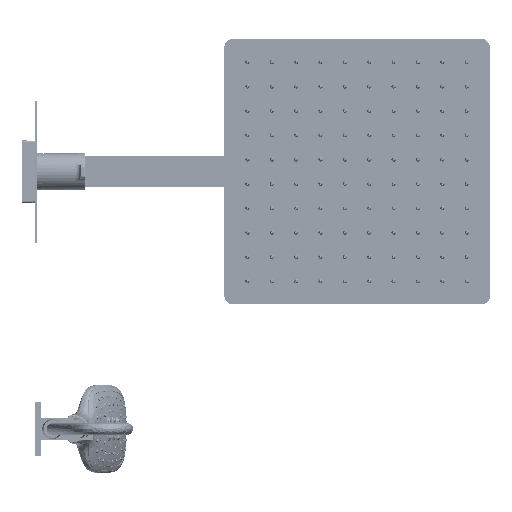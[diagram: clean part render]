
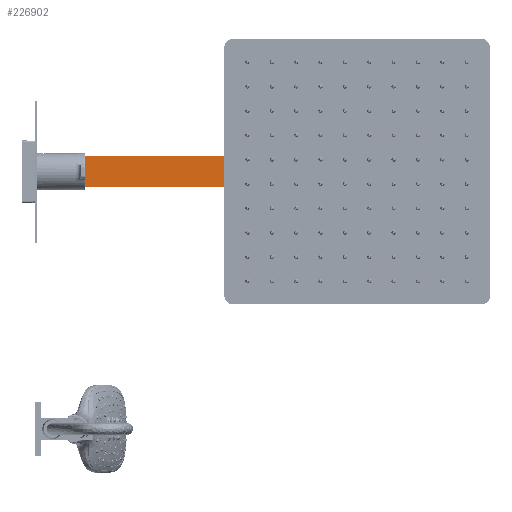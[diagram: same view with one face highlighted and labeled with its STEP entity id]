
A CAD part, front view. The second image highlights one B-rep face of the part: STEP entity #226902.
In plain terms, the highlighted planar face has unit normal (0, -1, 0).
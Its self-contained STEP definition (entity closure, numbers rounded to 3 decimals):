
#551 = ORIENTED_EDGE ( 'NONE', *, *, #269463, .T. ) ;
#32800 = VECTOR ( 'NONE', #306569, 1000. ) ;
#52069 = DIRECTION ( 'NONE',  ( -1., 0., 0. ) ) ;
#55813 = ORIENTED_EDGE ( 'NONE', *, *, #253588, .T. ) ;
#61482 = VECTOR ( 'NONE', #52069, 1000. ) ;
#71301 = CIRCLE ( 'NONE', #186581, 7.475 ) ;
#79011 = CARTESIAN_POINT ( 'NONE',  ( -6.8, 892.375, -17.625 ) ) ;
#83812 = CARTESIAN_POINT ( 'NONE',  ( 357.05, 892.375, 7.475 ) ) ;
#124155 = CARTESIAN_POINT ( 'NONE',  ( 386.05, 892.375, -17.625 ) ) ;
#132994 = CARTESIAN_POINT ( 'NONE',  ( 386.05, 892.375, -17.125 ) ) ;
#139387 = VECTOR ( 'NONE', #247861, 1000. ) ;
#155958 = VERTEX_POINT ( 'NONE', #83812 ) ;
#166910 = FACE_OUTER_BOUND ( 'NONE', #181218, .T. ) ;
#173454 = LINE ( 'NONE', #132994, #32800 ) ;
#181218 = EDGE_LOOP ( 'NONE', ( #301634, #55813, #352282, #551 ) ) ;
#186581 = AXIS2_PLACEMENT_3D ( 'NONE', #201546, #233184, #343406 ) ;
#192009 = CARTESIAN_POINT ( 'NONE',  ( 386.05, 892.375, 17.125 ) ) ;
#194071 = PLANE ( 'NONE',  #241633 ) ;
#194436 = EDGE_CURVE ( 'NONE', #360712, #262858, #398972, .T. ) ;
#194538 = EDGE_CURVE ( 'NONE', #317043, #353170, #173454, .T. ) ;
#195932 = ORIENTED_EDGE ( 'NONE', *, *, #310398, .F. ) ;
#198280 = CARTESIAN_POINT ( 'NONE',  ( -6.8, 892.375, 17.125 ) ) ;
#201546 = CARTESIAN_POINT ( 'NONE',  ( 357.05, 892.375, 0. ) ) ;
#216590 = DIRECTION ( 'NONE',  ( 0., 0., -1. ) ) ;
#226902 = ADVANCED_FACE ( 'NONE', ( #371981, #166910 ), #194071, .T. ) ;
#227130 = LINE ( 'NONE', #79011, #396420 ) ;
#233184 = DIRECTION ( 'NONE',  ( 0., -1., 0. ) ) ;
#241633 = AXIS2_PLACEMENT_3D ( 'NONE', #124155, #263928, #396832 ) ;
#247861 = DIRECTION ( 'NONE',  ( 0., 0., 1. ) ) ;
#253588 = EDGE_CURVE ( 'NONE', #262858, #317043, #227130, .T. ) ;
#262858 = VERTEX_POINT ( 'NONE', #198280 ) ;
#263928 = DIRECTION ( 'NONE',  ( 0., -1., 0. ) ) ;
#269463 = EDGE_CURVE ( 'NONE', #353170, #360712, #308795, .T. ) ;
#301634 = ORIENTED_EDGE ( 'NONE', *, *, #194436, .T. ) ;
#306569 = DIRECTION ( 'NONE',  ( 1., 0., 0. ) ) ;
#308795 = LINE ( 'NONE', #317682, #139387 ) ;
#310398 = EDGE_CURVE ( 'NONE', #155958, #155958, #71301, .T. ) ;
#317043 = VERTEX_POINT ( 'NONE', #387452 ) ;
#317682 = CARTESIAN_POINT ( 'NONE',  ( 386.05, 892.375, -17.625 ) ) ;
#343406 = DIRECTION ( 'NONE',  ( 0., 0., 1. ) ) ;
#352282 = ORIENTED_EDGE ( 'NONE', *, *, #194538, .T. ) ;
#353170 = VERTEX_POINT ( 'NONE', #413743 ) ;
#360712 = VERTEX_POINT ( 'NONE', #192009 ) ;
#363043 = CARTESIAN_POINT ( 'NONE',  ( 386.05, 892.375, 17.125 ) ) ;
#371981 = FACE_BOUND ( 'NONE', #437090, .T. ) ;
#387452 = CARTESIAN_POINT ( 'NONE',  ( -6.8, 892.375, -17.125 ) ) ;
#396420 = VECTOR ( 'NONE', #216590, 1000. ) ;
#396832 = DIRECTION ( 'NONE',  ( 0., 0., 1. ) ) ;
#398972 = LINE ( 'NONE', #363043, #61482 ) ;
#413743 = CARTESIAN_POINT ( 'NONE',  ( 386.05, 892.375, -17.125 ) ) ;
#437090 = EDGE_LOOP ( 'NONE', ( #195932 ) ) ;
